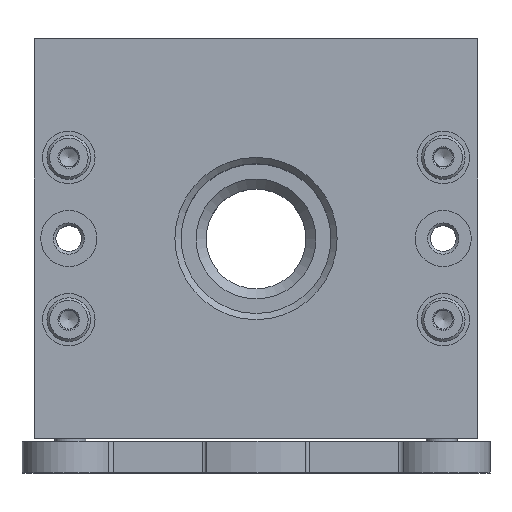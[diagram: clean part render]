
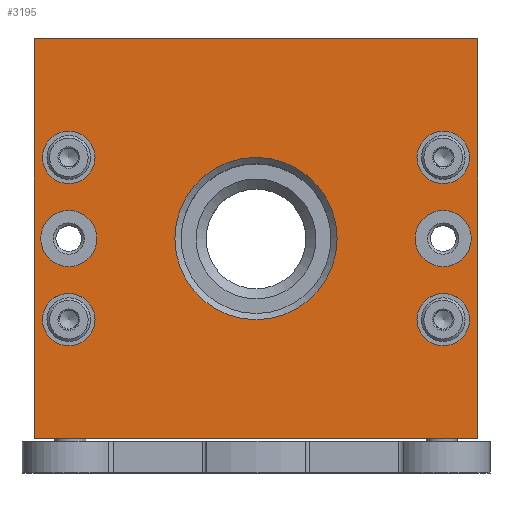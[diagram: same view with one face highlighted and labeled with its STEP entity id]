
A CAD part, top view. The second image highlights one B-rep face of the part: STEP entity #3195.
In plain terms, the highlighted face is planar.
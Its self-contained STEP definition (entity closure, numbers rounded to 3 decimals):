
#165=PLANE('',#3510);
#285=CIRCLE('',#3511,13.);
#286=CIRCLE('',#3512,4.5);
#287=CIRCLE('',#3513,4.2);
#288=CIRCLE('',#3514,4.2);
#289=CIRCLE('',#3515,4.5);
#290=CIRCLE('',#3516,4.2);
#291=CIRCLE('',#3517,4.2);
#530=ORIENTED_EDGE('',*,*,#1366,.F.);
#531=ORIENTED_EDGE('',*,*,#1367,.F.);
#532=ORIENTED_EDGE('',*,*,#1368,.T.);
#533=ORIENTED_EDGE('',*,*,#1369,.T.);
#534=ORIENTED_EDGE('',*,*,#1370,.F.);
#535=ORIENTED_EDGE('',*,*,#1371,.T.);
#536=ORIENTED_EDGE('',*,*,#1372,.T.);
#537=ORIENTED_EDGE('',*,*,#1364,.F.);
#538=ORIENTED_EDGE('',*,*,#1345,.F.);
#539=ORIENTED_EDGE('',*,*,#1365,.F.);
#540=ORIENTED_EDGE('',*,*,#1339,.F.);
#1339=EDGE_CURVE('',#1764,#1765,#2060,.T.);
#1345=EDGE_CURVE('',#1770,#1771,#2066,.T.);
#1364=EDGE_CURVE('',#1771,#1764,#2077,.T.);
#1365=EDGE_CURVE('',#1765,#1770,#2078,.T.);
#1366=EDGE_CURVE('',#1781,#1781,#285,.T.);
#1367=EDGE_CURVE('',#1782,#1782,#286,.T.);
#1368=EDGE_CURVE('',#1783,#1783,#287,.T.);
#1369=EDGE_CURVE('',#1784,#1784,#288,.T.);
#1370=EDGE_CURVE('',#1785,#1785,#289,.T.);
#1371=EDGE_CURVE('',#1786,#1786,#290,.T.);
#1372=EDGE_CURVE('',#1787,#1787,#291,.T.);
#1764=VERTEX_POINT('',#5059);
#1765=VERTEX_POINT('',#5061);
#1770=VERTEX_POINT('',#5072);
#1771=VERTEX_POINT('',#5074);
#1781=VERTEX_POINT('',#5110);
#1782=VERTEX_POINT('',#5112);
#1783=VERTEX_POINT('',#5114);
#1784=VERTEX_POINT('',#5116);
#1785=VERTEX_POINT('',#5118);
#1786=VERTEX_POINT('',#5120);
#1787=VERTEX_POINT('',#5122);
#2060=LINE('',#5060,#2260);
#2066=LINE('',#5073,#2266);
#2077=LINE('',#5105,#2277);
#2078=LINE('',#5107,#2278);
#2260=VECTOR('',#3976,1000.);
#2266=VECTOR('',#3984,1000.);
#2277=VECTOR('',#4017,1000.);
#2278=VECTOR('',#4020,1000.);
#2453=EDGE_LOOP('',(#530));
#2454=EDGE_LOOP('',(#531));
#2455=EDGE_LOOP('',(#532));
#2456=EDGE_LOOP('',(#533));
#2457=EDGE_LOOP('',(#534));
#2458=EDGE_LOOP('',(#535));
#2459=EDGE_LOOP('',(#536));
#2460=EDGE_LOOP('',(#537,#538,#539,#540));
#2789=FACE_BOUND('',#2453,.T.);
#2790=FACE_BOUND('',#2454,.T.);
#2791=FACE_BOUND('',#2455,.T.);
#2792=FACE_BOUND('',#2456,.T.);
#2793=FACE_BOUND('',#2457,.T.);
#2794=FACE_BOUND('',#2458,.T.);
#2795=FACE_BOUND('',#2459,.T.);
#2796=FACE_BOUND('',#2460,.T.);
#3195=ADVANCED_FACE('',(#2789,#2790,#2791,#2792,#2793,#2794,#2795,#2796),
#165,.F.);
#3510=AXIS2_PLACEMENT_3D('',#5108,#4021,#4022);
#3511=AXIS2_PLACEMENT_3D('',#5109,#4023,#4024);
#3512=AXIS2_PLACEMENT_3D('',#5111,#4025,#4026);
#3513=AXIS2_PLACEMENT_3D('',#5113,#4027,#4028);
#3514=AXIS2_PLACEMENT_3D('',#5115,#4029,#4030);
#3515=AXIS2_PLACEMENT_3D('',#5117,#4031,#4032);
#3516=AXIS2_PLACEMENT_3D('',#5119,#4033,#4034);
#3517=AXIS2_PLACEMENT_3D('',#5121,#4035,#4036);
#3976=DIRECTION('',(0.,0.,1.));
#3984=DIRECTION('',(0.,0.,-1.));
#4017=DIRECTION('',(-1.,0.,0.));
#4020=DIRECTION('',(1.,0.,0.));
#4021=DIRECTION('',(0.,1.,0.));
#4022=DIRECTION('',(0.,0.,1.));
#4023=DIRECTION('',(0.,-1.,0.));
#4024=DIRECTION('',(0.,0.,-1.));
#4025=DIRECTION('',(0.,-1.,0.));
#4026=DIRECTION('',(0.,0.,-1.));
#4027=DIRECTION('',(0.,1.,0.));
#4028=DIRECTION('',(0.,0.,1.));
#4029=DIRECTION('',(0.,1.,0.));
#4030=DIRECTION('',(0.,0.,1.));
#4031=DIRECTION('',(0.,-1.,0.));
#4032=DIRECTION('',(0.,0.,-1.));
#4033=DIRECTION('',(0.,1.,0.));
#4034=DIRECTION('',(0.,0.,1.));
#4035=DIRECTION('',(0.,1.,0.));
#4036=DIRECTION('',(0.,0.,1.));
#5059=CARTESIAN_POINT('',(-32.,-6.5,-35.5));
#5060=CARTESIAN_POINT('',(-32.,-6.5,-35.5));
#5061=CARTESIAN_POINT('',(-32.,-6.5,35.5));
#5072=CARTESIAN_POINT('',(32.,-6.5,35.5));
#5073=CARTESIAN_POINT('',(32.,-6.5,35.5));
#5074=CARTESIAN_POINT('',(32.,-6.5,-35.5));
#5105=CARTESIAN_POINT('',(32.,-6.5,-35.5));
#5107=CARTESIAN_POINT('',(-32.,-6.5,35.5));
#5108=CARTESIAN_POINT('',(0.,-6.5,0.));
#5109=CARTESIAN_POINT('',(0.,-6.5,0.));
#5110=CARTESIAN_POINT('',(0.,-6.5,-13.));
#5111=CARTESIAN_POINT('',(0.,-6.5,-30.));
#5112=CARTESIAN_POINT('',(0.,-6.5,-34.5));
#5113=CARTESIAN_POINT('',(13.,-6.5,-30.));
#5114=CARTESIAN_POINT('',(13.,-6.5,-25.8));
#5115=CARTESIAN_POINT('',(-13.,-6.5,-30.));
#5116=CARTESIAN_POINT('',(-13.,-6.5,-25.8));
#5117=CARTESIAN_POINT('',(0.,-6.5,30.));
#5118=CARTESIAN_POINT('',(0.,-6.5,25.5));
#5119=CARTESIAN_POINT('',(13.,-6.5,30.));
#5120=CARTESIAN_POINT('',(13.,-6.5,34.2));
#5121=CARTESIAN_POINT('',(-13.,-6.5,30.));
#5122=CARTESIAN_POINT('',(-13.,-6.5,34.2));
